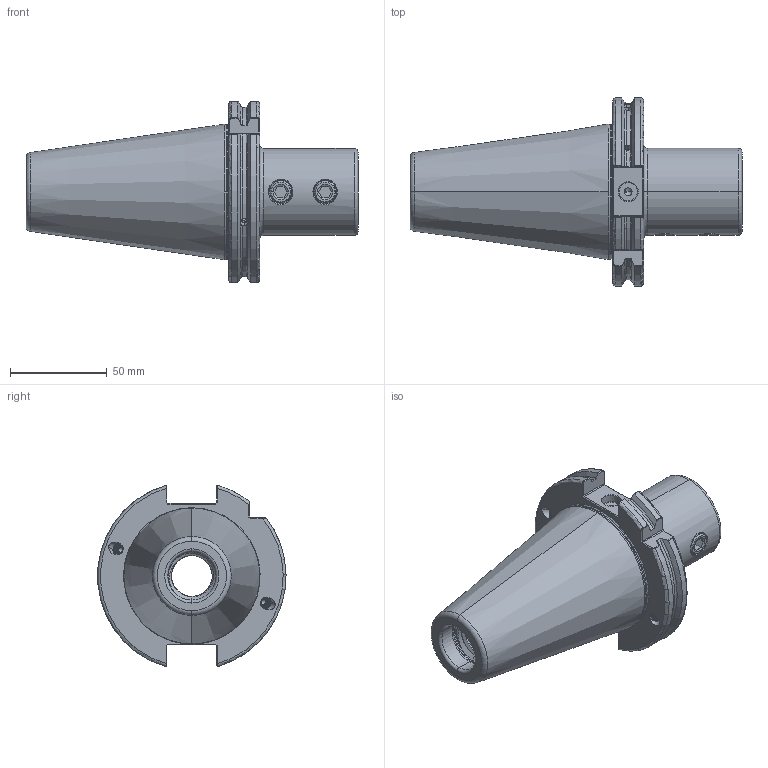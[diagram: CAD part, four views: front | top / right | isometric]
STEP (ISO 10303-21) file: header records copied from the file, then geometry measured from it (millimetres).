
FILE_DESCRIPTION (( 'STEP AP203' ), '1' );
FILE_NAME ('503.51.25.STEP', '2016-11-25T09:14:25', ( '' ), ( '' ), 'SwSTEP 2.0', 'SolidWorks 2012', '' );
FILE_SCHEMA (( 'CONFIG_CONTROL_DESIGN' ));
Length unit declared in the file: millimetre
Products named in the file (3): 503.51.25; 2-01152028C1_P_共用_螺栓_無頭六角平尾_M12xP1x12L___SCM435_102.91.12
Assembly tree (3 placements, depth 2):
  503.51.25
    503.51.25
    2-01152028C1_P_共用_螺栓_無頭六角平尾_M12xP1x12L___SCM435_102.91.12  x2
Bounding box: 171.75 x 97.33 x 93.81 mm (x, y, z)
Volume: 371714.6 mm3; surface area: 60252.3 mm2
Topology: 3 solids, 3 shells, 403 faces, 1103 edges, 699 vertices
Faces by surface type: cylinder 188, plane 77, bspline 58, cone 44, torus 36
Entity records: 37336 total; most frequent: CARTESIAN_POINT 29151, ORIENTED_EDGE 1962, DIRECTION 1252, EDGE_CURVE 981, VERTEX_POINT 627, AXIS2_PLACEMENT_3D 483, EDGE_LOOP 384, FACE_OUTER_BOUND 364
